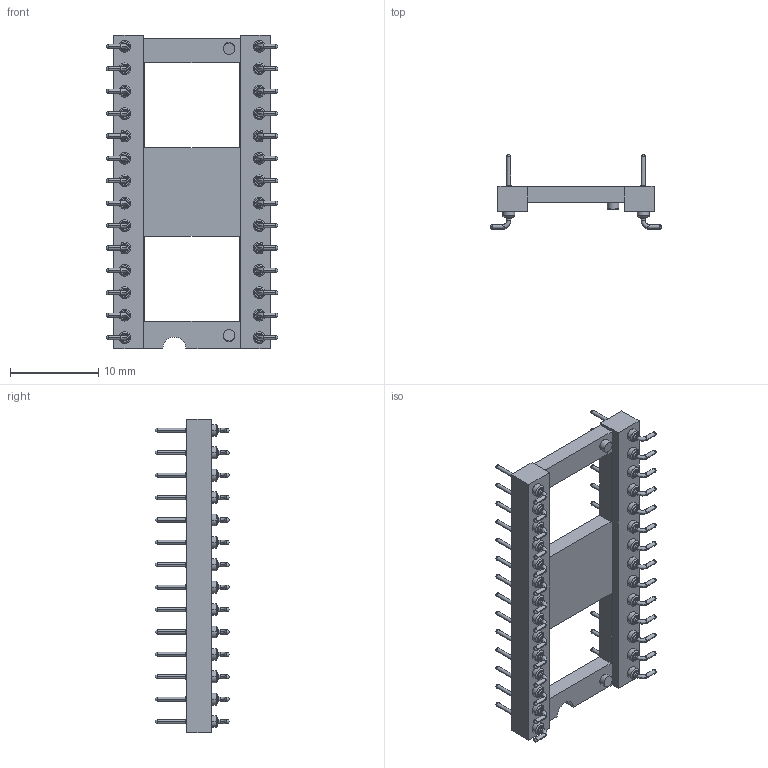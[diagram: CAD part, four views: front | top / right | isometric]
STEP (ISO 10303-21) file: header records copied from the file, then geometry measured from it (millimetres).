
FILE_DESCRIPTION(('STEP AP242'),'1');
FILE_NAME('dil_socket_150-80-628-00-106161.stp','2021-04-29T21:09:32',('TraceParts'),('TraceParts S.A.'),'Spatial InterOp 3D',' ',' ');
FILE_SCHEMA(('AP242_MANAGED_MODEL_BASED_3D_ENGINEERING_MIM_LF {1 0 10303 442 1 1 4}'));
Length unit declared in the file: millimetre
Products named in the file (1): dil_socket_150-80-628-00-106161
Bounding box: 19.44 x 8.4 x 35.5 mm (x, y, z)
Volume: 1043.8 mm3; surface area: 1657 mm2
Topology: 1 solids, 1 shells, 786 faces, 2066 edges, 1256 vertices
Faces by surface type: cylinder 285, torus 224, plane 137, sphere 84, cone 56
Entity records: 34162 total; most frequent: CARTESIAN_POINT 8421, DIRECTION 4632, ORIENTED_EDGE 3796, AXIS2_PLACEMENT_3D 2115, EDGE_CURVE 1898, CIRCLE 1322, VERTEX_POINT 1256, EDGE_LOOP 932
